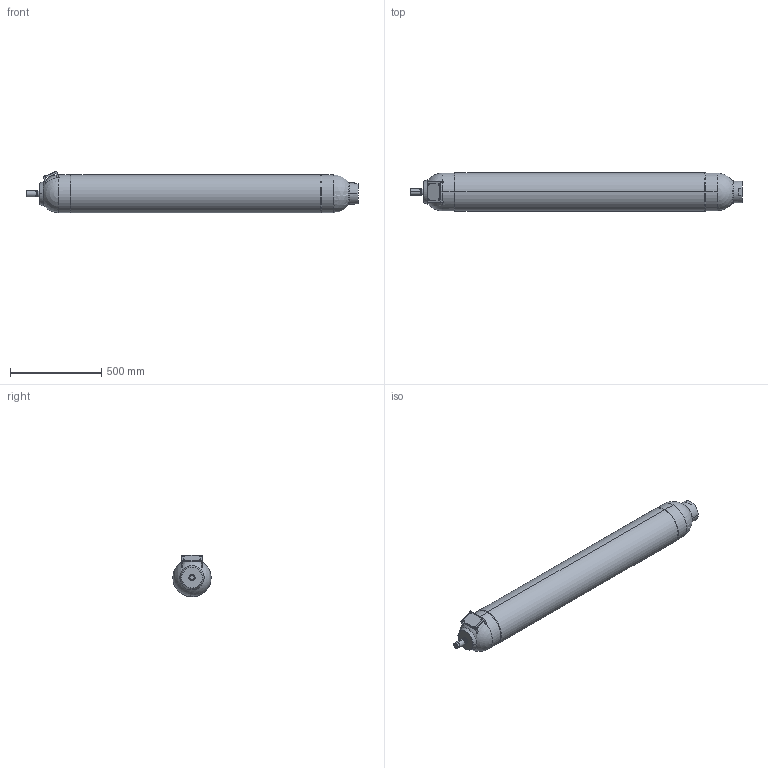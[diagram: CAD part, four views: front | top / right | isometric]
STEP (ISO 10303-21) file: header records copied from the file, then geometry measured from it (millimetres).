
FILE_DESCRIPTION((''),'2;1');
FILE_NAME('EBV_50L_40_90.stp','2012-04-20T08:37:32',(''),(''),'Mechanical Desktop 2009','Mechanical Desktop 2009',', , ');
FILE_SCHEMA(('CONFIG_CONTROL_DESIGN'));
Length unit declared in the file: millimetre
Products named in the file (25): AC110775-01920; CA110774-01290; FOND HEMISPHERIQUE COTE GAZ; FOND HÉMISPHÈRIQUE COTÉ FLUIDE; VIROLE ; CB105641-01200A; CB105641-01200; SOUDURE-1; SOUDURE-2; SOUDURE-3; PLAQUE FIRME; RIVET; EC102958-01200; EC102958-01200A; RI109116-01200A; RI109116-01200; RI109116-01200|GABARIT; BP102851-01200; BOUCHON DE PROTECTION; BOUCHON PLASTIQUE; PF109115-05200; PF109115-05200A; PF109115-05200|AVE_RENDER; PF109115-05200|AVE_GLOBAL; GABARIT
Assembly tree (34 placements, depth 4):
  AC110775-01920
    CA110774-01290
      FOND HEMISPHERIQUE COTE GAZ
      FOND HÉMISPHÈRIQUE COTÉ FLUIDE
      VIROLE 
      CB105641-01200A
        CB105641-01200
      SOUDURE-1
      SOUDURE-2
      SOUDURE-3
      PLAQUE FIRME
      RIVET  x4
    EC102958-01200
      EC102958-01200A
    RI109116-01200A
      RI109116-01200
      RI109116-01200|GABARIT
    BP102851-01200
      BOUCHON DE PROTECTION
      BOUCHON PLASTIQUE
    PF109115-05200
      PF109115-05200A
      PF109115-05200|AVE_RENDER  x8
      PF109115-05200|AVE_GLOBAL
    GABARIT
Bounding box: 1817.77 x 210.03 x 228.98 mm (x, y, z)
Volume: 5493628.7 mm3; surface area: 2343535 mm2
Topology: 17 solids, 17 shells, 231 faces, 566 edges, 352 vertices
Faces by surface type: cylinder 84, plane 61, cone 46, sphere 20, torus 10, bspline 10
Entity records: 7015 total; most frequent: CARTESIAN_POINT 1472, DIRECTION 1234, ORIENTED_EDGE 980, AXIS2_PLACEMENT_3D 524, EDGE_CURVE 490, VERTEX_POINT 312, CIRCLE 290, EDGE_LOOP 252
